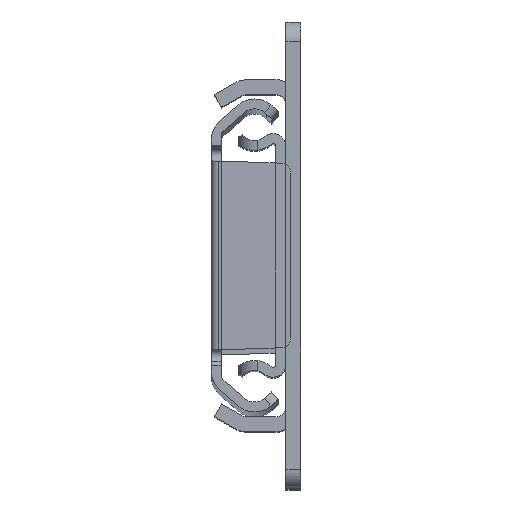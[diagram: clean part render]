
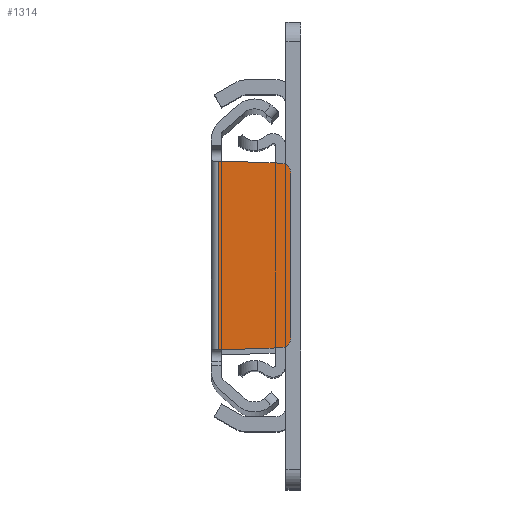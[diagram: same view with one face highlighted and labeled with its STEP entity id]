
A CAD part, top view. The second image highlights one B-rep face of the part: STEP entity #1314.
In plain terms, the highlighted planar face has unit normal (0, 0, 1).
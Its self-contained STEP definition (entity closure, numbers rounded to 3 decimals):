
#44 = VECTOR ( 'NONE', #1195, 1000. ) ;
#49 = ORIENTED_EDGE ( 'NONE', *, *, #1591, .T. ) ;
#63 = CARTESIAN_POINT ( 'NONE',  ( -0.5, -19., 0. ) ) ;
#98 = EDGE_CURVE ( 'NONE', #4345, #404, #2141, .T. ) ;
#103 = CARTESIAN_POINT ( 'NONE',  ( 0., -19., 0. ) ) ;
#124 = ORIENTED_EDGE ( 'NONE', *, *, #3983, .T. ) ;
#233 = CIRCLE ( 'NONE', #3836, 2. ) ;
#280 = DIRECTION ( 'NONE',  ( 0., 0., 1. ) ) ;
#324 = ORIENTED_EDGE ( 'NONE', *, *, #676, .T. ) ;
#351 = VERTEX_POINT ( 'NONE', #1841 ) ;
#362 = EDGE_CURVE ( 'NONE', #1886, #5751, #2465, .T. ) ;
#397 = EDGE_LOOP ( 'NONE', ( #2261, #124, #6177, #4524, #324, #49, #2982, #1506 ) ) ;
#404 = VERTEX_POINT ( 'NONE', #3325 ) ;
#595 = CARTESIAN_POINT ( 'NONE',  ( -0.5, 19., 0. ) ) ;
#676 = EDGE_CURVE ( 'NONE', #5751, #3386, #4971, .T. ) ;
#796 = EDGE_CURVE ( 'NONE', #3711, #1886, #3700, .T. ) ;
#818 = DIRECTION ( 'NONE',  ( -0.999, 0.035, 0. ) ) ;
#1068 = VECTOR ( 'NONE', #5648, 1000. ) ;
#1098 = VECTOR ( 'NONE', #3465, 1000. ) ;
#1133 = VECTOR ( 'NONE', #5130, 1000. ) ;
#1157 = LINE ( 'NONE', #3705, #44 ) ;
#1195 = DIRECTION ( 'NONE',  ( 0., 1., 0. ) ) ;
#1314 = ADVANCED_FACE ( 'NONE', ( #6125 ), #3755, .T. ) ;
#1432 = EDGE_CURVE ( 'NONE', #351, #404, #3405, .T. ) ;
#1506 = ORIENTED_EDGE ( 'NONE', *, *, #1432, .T. ) ;
#1591 = EDGE_CURVE ( 'NONE', #3386, #3722, #1157, .T. ) ;
#1739 = EDGE_CURVE ( 'NONE', #3722, #351, #233, .T. ) ;
#1751 = DIRECTION ( 'NONE',  ( 1., 0., 0. ) ) ;
#1841 = CARTESIAN_POINT ( 'NONE',  ( 12.07, 18.578, 0. ) ) ;
#1845 = CARTESIAN_POINT ( 'NONE',  ( -0.5, 26.325, 0. ) ) ;
#1886 = VERTEX_POINT ( 'NONE', #103 ) ;
#2141 = LINE ( 'NONE', #5568, #3564 ) ;
#2192 = AXIS2_PLACEMENT_3D ( 'NONE', #4476, #3091, #2641 ) ;
#2261 = ORIENTED_EDGE ( 'NONE', *, *, #98, .F. ) ;
#2465 = LINE ( 'NONE', #4390, #1098 ) ;
#2641 = DIRECTION ( 'NONE',  ( 1., 0., 0. ) ) ;
#2696 = CARTESIAN_POINT ( 'NONE',  ( 14., -16.579, 0. ) ) ;
#2982 = ORIENTED_EDGE ( 'NONE', *, *, #1739, .T. ) ;
#3091 = DIRECTION ( 'NONE',  ( 0., 0., 1. ) ) ;
#3325 = CARTESIAN_POINT ( 'NONE',  ( 0., 19., 0. ) ) ;
#3386 = VERTEX_POINT ( 'NONE', #2696 ) ;
#3405 = LINE ( 'NONE', #3890, #5163 ) ;
#3465 = DIRECTION ( 'NONE',  ( 0.999, 0.035, 0. ) ) ;
#3564 = VECTOR ( 'NONE', #6051, 1000. ) ;
#3700 = LINE ( 'NONE', #5113, #1068 ) ;
#3705 = CARTESIAN_POINT ( 'NONE',  ( 14., 18.51, 0. ) ) ;
#3711 = VERTEX_POINT ( 'NONE', #63 ) ;
#3722 = VERTEX_POINT ( 'NONE', #5907 ) ;
#3732 = CARTESIAN_POINT ( 'NONE',  ( 12., 16.579, 0. ) ) ;
#3755 = PLANE ( 'NONE',  #4761 ) ;
#3836 = AXIS2_PLACEMENT_3D ( 'NONE', #3732, #5263, #4277 ) ;
#3890 = CARTESIAN_POINT ( 'NONE',  ( 0., 19., 0. ) ) ;
#3983 = EDGE_CURVE ( 'NONE', #4345, #3711, #6151, .T. ) ;
#4277 = DIRECTION ( 'NONE',  ( 1., 0., 0. ) ) ;
#4345 = VERTEX_POINT ( 'NONE', #595 ) ;
#4390 = CARTESIAN_POINT ( 'NONE',  ( 0., -19., 0. ) ) ;
#4476 = CARTESIAN_POINT ( 'NONE',  ( 12., -16.579, 0. ) ) ;
#4478 = CARTESIAN_POINT ( 'NONE',  ( 12.07, -18.578, 0. ) ) ;
#4524 = ORIENTED_EDGE ( 'NONE', *, *, #362, .T. ) ;
#4761 = AXIS2_PLACEMENT_3D ( 'NONE', #5705, #280, #1751 ) ;
#4971 = CIRCLE ( 'NONE', #2192, 2. ) ;
#5113 = CARTESIAN_POINT ( 'NONE',  ( -2., -19., 0. ) ) ;
#5130 = DIRECTION ( 'NONE',  ( 0., -1., 0. ) ) ;
#5163 = VECTOR ( 'NONE', #818, 1000. ) ;
#5263 = DIRECTION ( 'NONE',  ( 0., 0., 1. ) ) ;
#5568 = CARTESIAN_POINT ( 'NONE',  ( -2., 19., 0. ) ) ;
#5648 = DIRECTION ( 'NONE',  ( 1., 0., 0. ) ) ;
#5705 = CARTESIAN_POINT ( 'NONE',  ( 6.7, 26.325, 0. ) ) ;
#5751 = VERTEX_POINT ( 'NONE', #4478 ) ;
#5907 = CARTESIAN_POINT ( 'NONE',  ( 14., 16.579, 0. ) ) ;
#6051 = DIRECTION ( 'NONE',  ( 1., 0., 0. ) ) ;
#6125 = FACE_OUTER_BOUND ( 'NONE', #397, .T. ) ;
#6151 = LINE ( 'NONE', #1845, #1133 ) ;
#6177 = ORIENTED_EDGE ( 'NONE', *, *, #796, .T. ) ;
